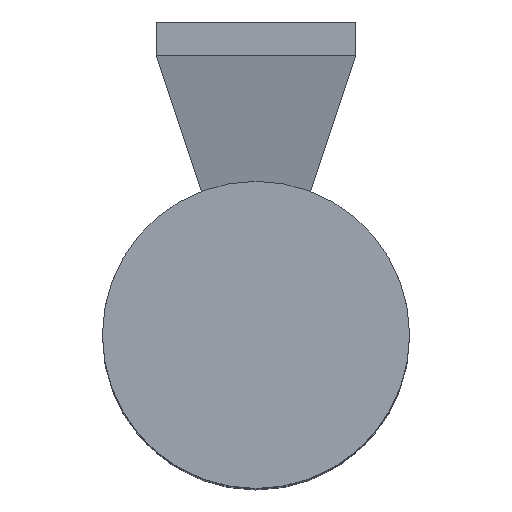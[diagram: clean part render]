
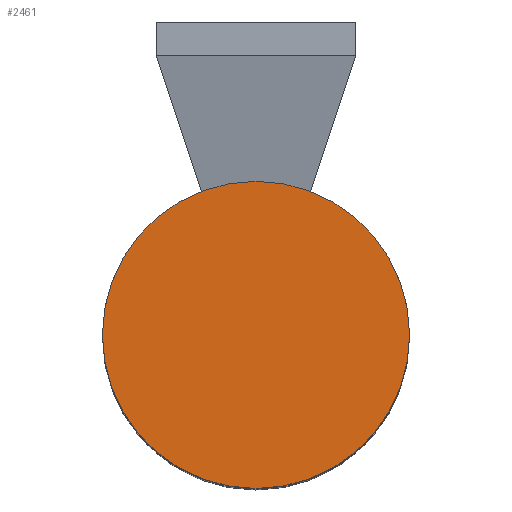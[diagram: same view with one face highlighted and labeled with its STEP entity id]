
A CAD part, top view. The second image highlights one B-rep face of the part: STEP entity #2461.
In plain terms, the highlighted planar face has unit normal (0, 0, -1).
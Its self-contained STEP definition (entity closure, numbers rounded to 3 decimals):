
#391 = AXIS2_PLACEMENT_3D ( 'NONE', #1065, #3012, #1337 ) ;
#734 = DIRECTION ( 'NONE',  ( 0., 0., -1. ) ) ;
#758 = PLANE ( 'NONE',  #391 ) ;
#997 = CIRCLE ( 'NONE', #1221, 93. ) ;
#1016 = CARTESIAN_POINT ( 'NONE',  ( 93., -190., 513. ) ) ;
#1065 = CARTESIAN_POINT ( 'NONE',  ( 0., -190., 513. ) ) ;
#1221 = AXIS2_PLACEMENT_3D ( 'NONE', #1299, #3254, #1583 ) ;
#1299 = CARTESIAN_POINT ( 'NONE',  ( 0., -190., 513. ) ) ;
#1330 = VERTEX_POINT ( 'NONE', #2995 ) ;
#1337 = DIRECTION ( 'NONE',  ( -1., 0., 0. ) ) ;
#1583 = DIRECTION ( 'NONE',  ( -1., 0., 0. ) ) ;
#1830 = EDGE_CURVE ( 'NONE', #1330, #2360, #3363, .T. ) ;
#1831 = AXIS2_PLACEMENT_3D ( 'NONE', #2423, #734, #2702 ) ;
#2360 = VERTEX_POINT ( 'NONE', #1016 ) ;
#2384 = EDGE_CURVE ( 'NONE', #2360, #1330, #997, .T. ) ;
#2423 = CARTESIAN_POINT ( 'NONE',  ( 0., -190., 513. ) ) ;
#2461 = ADVANCED_FACE ( 'NONE', ( #3515 ), #758, .T. ) ;
#2702 = DIRECTION ( 'NONE',  ( -1., 0., 0. ) ) ;
#2965 = ORIENTED_EDGE ( 'NONE', *, *, #1830, .T. ) ;
#2995 = CARTESIAN_POINT ( 'NONE',  ( -93., -190., 513. ) ) ;
#3012 = DIRECTION ( 'NONE',  ( 0., 0., -1. ) ) ;
#3254 = DIRECTION ( 'NONE',  ( 0., 0., -1. ) ) ;
#3363 = CIRCLE ( 'NONE', #1831, 93. ) ;
#3515 = FACE_OUTER_BOUND ( 'NONE', #3601, .T. ) ;
#3564 = ORIENTED_EDGE ( 'NONE', *, *, #2384, .T. ) ;
#3601 = EDGE_LOOP ( 'NONE', ( #2965, #3564 ) ) ;
